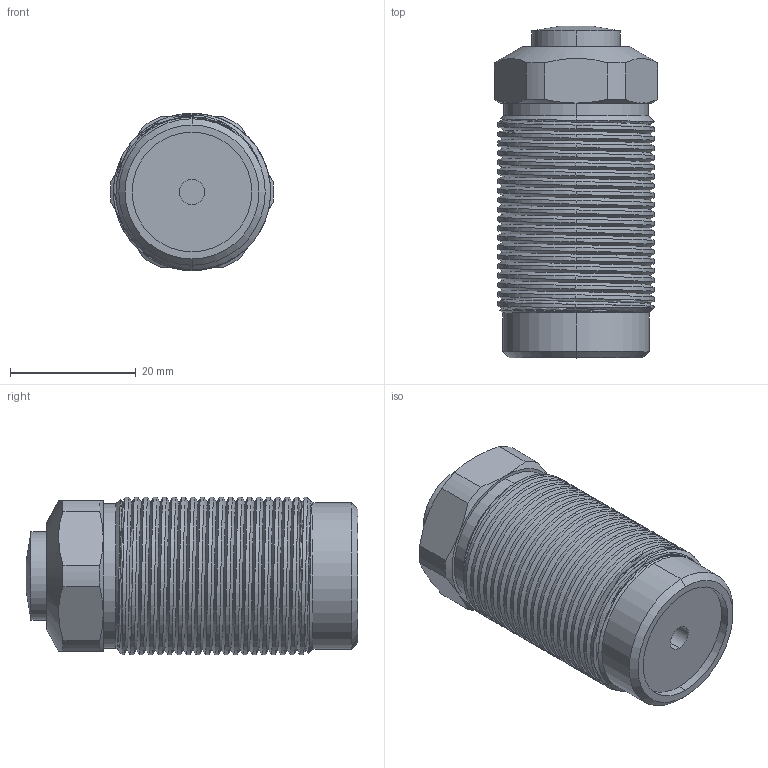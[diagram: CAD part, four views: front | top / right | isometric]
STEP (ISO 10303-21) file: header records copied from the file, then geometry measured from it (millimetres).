
FILE_DESCRIPTION (( 'STEP AP214' ), '1' );
FILE_NAME ('CTC-P025R-15.STEP', '2020-09-25T12:51:57', ( '' ), ( '' ), 'SwSTEP 2.0', 'SolidWorks 2016', '' );
FILE_SCHEMA (( 'AUTOMOTIVE_DESIGN' ));
Length unit declared in the file: millimetre
Products named in the file (1): CTC-P025R-15
Bounding box: 25.98 x 52.77 x 25 mm (x, y, z)
Volume: 22652.4 mm3; surface area: 6373.4 mm2
Topology: 1 solids, 1 shells, 86 faces, 225 edges, 146 vertices
Faces by surface type: cylinder 57, cone 14, plane 11, bspline 4
Entity records: 5552 total; most frequent: CARTESIAN_POINT 3678, ORIENTED_EDGE 450, DIRECTION 324, EDGE_CURVE 225, VERTEX_POINT 146, AXIS2_PLACEMENT_3D 127, EDGE_LOOP 91, ADVANCED_FACE 86
